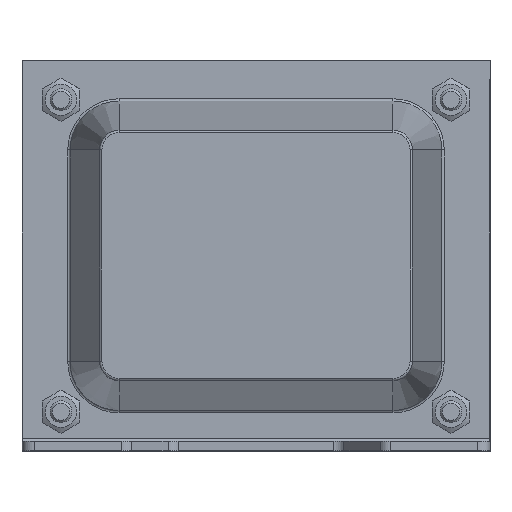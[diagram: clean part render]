
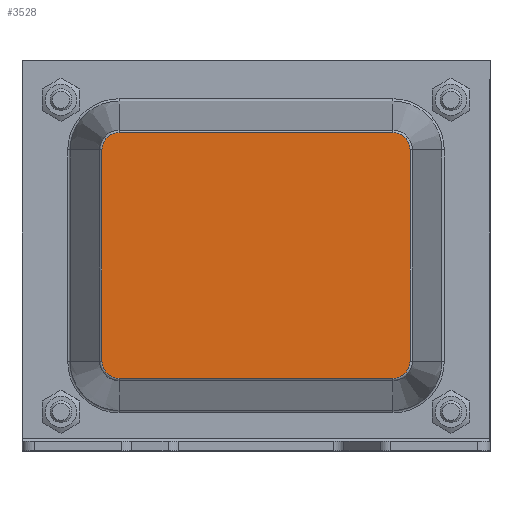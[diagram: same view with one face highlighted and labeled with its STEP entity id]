
A CAD part, top view. The second image highlights one B-rep face of the part: STEP entity #3528.
In plain terms, the highlighted face is planar.
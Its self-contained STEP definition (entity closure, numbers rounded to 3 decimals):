
#245=PLANE('',#3957);
#367=FACE_OUTER_BOUND('',#568,.T.);
#568=EDGE_LOOP('',(#2501,#2502,#2503,#2504,#2505,#2506,#2507,#2508));
#823=LINE('',#5546,#1095);
#825=LINE('',#5566,#1097);
#828=LINE('',#5573,#1100);
#830=LINE('',#5588,#1102);
#1095=VECTOR('',#4464,10.);
#1097=VECTOR('',#4488,10.);
#1100=VECTOR('',#4495,10.);
#1102=VECTOR('',#4515,10.);
#1345=CIRCLE('',#3932,2.728);
#1349=CIRCLE('',#3937,2.728);
#1353=CIRCLE('',#3944,2.728);
#1357=CIRCLE('',#3949,2.728);
#1553=VERTEX_POINT('',#5543);
#1554=VERTEX_POINT('',#5545);
#1557=VERTEX_POINT('',#5552);
#1558=VERTEX_POINT('',#5557);
#1561=VERTEX_POINT('',#5564);
#1562=VERTEX_POINT('',#5569);
#1565=VERTEX_POINT('',#5576);
#1566=VERTEX_POINT('',#5581);
#1895=EDGE_CURVE('',#1553,#1554,#823,.T.);
#1899=EDGE_CURVE('',#1557,#1553,#1345,.T.);
#1903=EDGE_CURVE('',#1554,#1558,#1349,.T.);
#1905=EDGE_CURVE('',#1561,#1557,#825,.T.);
#1909=EDGE_CURVE('',#1558,#1562,#828,.T.);
#1911=EDGE_CURVE('',#1565,#1561,#1353,.T.);
#1915=EDGE_CURVE('',#1562,#1566,#1357,.T.);
#1917=EDGE_CURVE('',#1566,#1565,#830,.T.);
#2501=ORIENTED_EDGE('',*,*,#1895,.F.);
#2502=ORIENTED_EDGE('',*,*,#1899,.F.);
#2503=ORIENTED_EDGE('',*,*,#1905,.F.);
#2504=ORIENTED_EDGE('',*,*,#1911,.F.);
#2505=ORIENTED_EDGE('',*,*,#1917,.F.);
#2506=ORIENTED_EDGE('',*,*,#1915,.F.);
#2507=ORIENTED_EDGE('',*,*,#1909,.F.);
#2508=ORIENTED_EDGE('',*,*,#1903,.F.);
#3528=ADVANCED_FACE('',(#367),#245,.T.);
#3932=AXIS2_PLACEMENT_3D('',#5554,#4472,#4473);
#3937=AXIS2_PLACEMENT_3D('',#5561,#4482,#4483);
#3944=AXIS2_PLACEMENT_3D('',#5578,#4500,#4501);
#3949=AXIS2_PLACEMENT_3D('',#5585,#4510,#4511);
#3957=AXIS2_PLACEMENT_3D('',#5607,#4535,#4536);
#4464=DIRECTION('',(1.,0.,0.));
#4472=DIRECTION('center_axis',(0.,-1.,0.));
#4473=DIRECTION('ref_axis',(-0.707,0.,-0.707));
#4482=DIRECTION('center_axis',(0.,-1.,0.));
#4483=DIRECTION('ref_axis',(0.707,0.,-0.707));
#4488=DIRECTION('',(0.,0.,-1.));
#4495=DIRECTION('',(0.,0.,1.));
#4500=DIRECTION('center_axis',(0.,-1.,0.));
#4501=DIRECTION('ref_axis',(-0.707,0.,0.707));
#4510=DIRECTION('center_axis',(0.,-1.,0.));
#4511=DIRECTION('ref_axis',(0.707,0.,0.707));
#4515=DIRECTION('',(-1.,0.,0.));
#4535=DIRECTION('center_axis',(0.,1.,0.));
#4536=DIRECTION('ref_axis',(0.,0.,1.));
#5543=CARTESIAN_POINT('',(-48.202,29.,12.82));
#5545=CARTESIAN_POINT('',(-14.298,29.,12.82));
#5546=CARTESIAN_POINT('',(-22.774,29.,12.82));
#5552=CARTESIAN_POINT('',(-50.93,29.,15.548));
#5554=CARTESIAN_POINT('Origin',(-48.202,29.,15.548));
#5557=CARTESIAN_POINT('',(-11.57,29.,15.548));
#5561=CARTESIAN_POINT('Origin',(-14.298,29.,15.548));
#5564=CARTESIAN_POINT('',(-50.93,29.,59.452));
#5566=CARTESIAN_POINT('',(-50.93,29.,26.524));
#5569=CARTESIAN_POINT('',(-11.57,29.,59.452));
#5573=CARTESIAN_POINT('',(-11.57,29.,48.476));
#5576=CARTESIAN_POINT('',(-48.202,29.,62.18));
#5578=CARTESIAN_POINT('Origin',(-48.202,29.,59.452));
#5581=CARTESIAN_POINT('',(-14.298,29.,62.18));
#5585=CARTESIAN_POINT('Origin',(-14.298,29.,59.452));
#5588=CARTESIAN_POINT('',(-39.726,29.,62.18));
#5607=CARTESIAN_POINT('Origin',(-31.25,29.,37.5));
